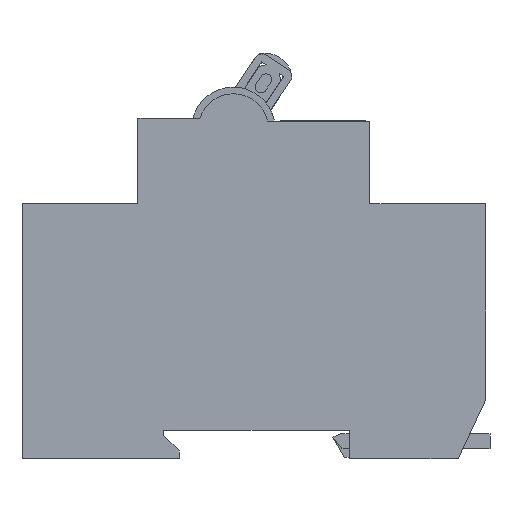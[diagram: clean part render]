
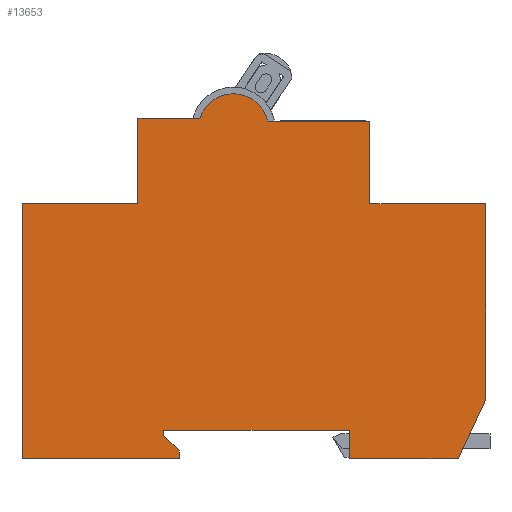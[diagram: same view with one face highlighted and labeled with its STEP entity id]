
A CAD part, left-side view. The second image highlights one B-rep face of the part: STEP entity #13653.
In plain terms, the highlighted planar face has unit normal (-1, 0, 0).
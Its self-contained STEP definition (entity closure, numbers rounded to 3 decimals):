
#2975=DIRECTION('',(0.,1.,0.));
#2976=VECTOR('',#2975,19.868);
#2977=CARTESIAN_POINT('',(0.,-22.5,60.));
#2978=LINE('',#2977,#2976);
#2982=DIRECTION('',(0.,0.,1.));
#2983=VECTOR('',#2982,16.);
#2984=CARTESIAN_POINT('',(0.,-22.5,44.));
#2985=LINE('',#2984,#2983);
#2989=DIRECTION('',(0.,1.,0.));
#2990=VECTOR('',#2989,22.5);
#2991=CARTESIAN_POINT('',(0.,-45.,44.));
#2992=LINE('',#2991,#2990);
#2996=DIRECTION('',(0.,0.,1.));
#2997=VECTOR('',#2996,38.);
#2998=CARTESIAN_POINT('',(0.,-45.,6.));
#2999=LINE('',#2998,#2997);
#3003=DIRECTION('',(0.,-0.423,0.906));
#3004=VECTOR('',#3003,12.689);
#3005=CARTESIAN_POINT('',(0.,-39.637,-5.5));
#3006=LINE('',#3005,#3004);
#3010=DIRECTION('',(0.,-1.,0.));
#3011=VECTOR('',#3010,21.137);
#3012=CARTESIAN_POINT('',(0.,-18.5,-5.5));
#3013=LINE('',#3012,#3011);
#3017=DIRECTION('',(0.,0.,-1.));
#3018=VECTOR('',#3017,5.5);
#3019=CARTESIAN_POINT('',(0.,-18.5,0.));
#3020=LINE('',#3019,#3018);
#3024=DIRECTION('',(0.,-1.,0.));
#3025=VECTOR('',#3024,36.);
#3026=CARTESIAN_POINT('',(0.,17.5,0.));
#3027=LINE('',#3026,#3025);
#3031=DIRECTION('',(0.,0.,1.));
#3032=VECTOR('',#3031,1.);
#3033=CARTESIAN_POINT('',(0.,17.5,-1.));
#3034=LINE('',#3033,#3032);
#3038=DIRECTION('',(0.,0.707,0.707));
#3039=VECTOR('',#3038,4.243);
#3040=CARTESIAN_POINT('',(0.,14.5,-4.));
#3041=LINE('',#3040,#3039);
#3045=DIRECTION('',(0.,0.,1.));
#3046=VECTOR('',#3045,1.5);
#3047=CARTESIAN_POINT('',(0.,14.5,-5.5));
#3048=LINE('',#3047,#3046);
#3052=DIRECTION('',(0.,-1.,0.));
#3053=VECTOR('',#3052,30.5);
#3054=CARTESIAN_POINT('',(0.,45.,-5.5));
#3055=LINE('',#3054,#3053);
#3059=DIRECTION('',(0.,0.,-1.));
#3060=VECTOR('',#3059,49.5);
#3061=CARTESIAN_POINT('',(0.,45.,44.));
#3062=LINE('',#3061,#3060);
#3066=DIRECTION('',(0.,1.,0.));
#3067=VECTOR('',#3066,22.5);
#3068=CARTESIAN_POINT('',(0.,22.5,44.));
#3069=LINE('',#3068,#3067);
#3073=DIRECTION('',(0.,0.,-1.));
#3074=VECTOR('',#3073,16.5);
#3075=CARTESIAN_POINT('',(0.,22.5,60.5));
#3076=LINE('',#3075,#3074);
#3080=DIRECTION('',(0.,1.,0.));
#3081=VECTOR('',#3080,12.001);
#3082=CARTESIAN_POINT('',(0.,10.499,60.5));
#3083=LINE('',#3082,#3081);
#3087=CARTESIAN_POINT('',(0.,4.,58.5));
#3088=DIRECTION('',(-1.,0.,0.));
#3089=DIRECTION('',(0.,0.,1.));
#3090=AXIS2_PLACEMENT_3D('',#3087,#3088,#3089);
#3095=CARTESIAN_POINT('',(0.,4.,58.5));
#3096=DIRECTION('',(-1.,0.,0.));
#3097=DIRECTION('',(0.,-0.975,0.221));
#3098=AXIS2_PLACEMENT_3D('',#3095,#3096,#3097);
#9932=CARTESIAN_POINT('',(0.,4.,65.3));
#9933=CARTESIAN_POINT('',(0.,10.499,60.5));
#9934=VERTEX_POINT('',#9932);
#9935=VERTEX_POINT('',#9933);
#9936=CARTESIAN_POINT('',(0.,-2.632,60.));
#9937=VERTEX_POINT('',#9936);
#10772=CARTESIAN_POINT('',(0.,-22.5,60.));
#10773=VERTEX_POINT('',#10772);
#10774=CARTESIAN_POINT('',(0.,22.5,60.5));
#10775=VERTEX_POINT('',#10774);
#10776=CARTESIAN_POINT('',(0.,22.5,44.));
#10777=VERTEX_POINT('',#10776);
#10778=CARTESIAN_POINT('',(0.,45.,44.));
#10779=VERTEX_POINT('',#10778);
#10780=CARTESIAN_POINT('',(0.,45.,-5.5));
#10781=VERTEX_POINT('',#10780);
#10782=CARTESIAN_POINT('',(0.,14.5,-5.5));
#10783=VERTEX_POINT('',#10782);
#10784=CARTESIAN_POINT('',(0.,14.5,-4.));
#10785=VERTEX_POINT('',#10784);
#10786=CARTESIAN_POINT('',(0.,17.5,-1.));
#10787=VERTEX_POINT('',#10786);
#10788=CARTESIAN_POINT('',(0.,17.5,0.));
#10789=VERTEX_POINT('',#10788);
#10790=CARTESIAN_POINT('',(0.,-18.5,0.));
#10791=VERTEX_POINT('',#10790);
#10792=CARTESIAN_POINT('',(0.,-18.5,-5.5));
#10793=VERTEX_POINT('',#10792);
#10794=CARTESIAN_POINT('',(0.,-39.637,-5.5));
#10795=VERTEX_POINT('',#10794);
#10796=CARTESIAN_POINT('',(0.,-45.,6.));
#10797=VERTEX_POINT('',#10796);
#10798=CARTESIAN_POINT('',(0.,-45.,44.));
#10799=VERTEX_POINT('',#10798);
#10800=CARTESIAN_POINT('',(0.,-22.5,44.));
#10801=VERTEX_POINT('',#10800);
#13614=CARTESIAN_POINT('',(0.,4.,58.5));
#13615=DIRECTION('',(1.,0.,0.));
#13616=DIRECTION('',(0.,0.,-1.));
#13617=AXIS2_PLACEMENT_3D('',#13614,#13615,#13616);
#13618=PLANE('',#13617);
#13619=ORIENTED_EDGE('',*,*,#12013,.F.);
#13621=ORIENTED_EDGE('',*,*,#13620,.F.);
#13623=ORIENTED_EDGE('',*,*,#13622,.F.);
#13625=ORIENTED_EDGE('',*,*,#13624,.F.);
#13627=ORIENTED_EDGE('',*,*,#13626,.F.);
#13629=ORIENTED_EDGE('',*,*,#13628,.F.);
#13631=ORIENTED_EDGE('',*,*,#13630,.F.);
#13633=ORIENTED_EDGE('',*,*,#13632,.F.);
#13635=ORIENTED_EDGE('',*,*,#13634,.F.);
#13637=ORIENTED_EDGE('',*,*,#13636,.F.);
#13639=ORIENTED_EDGE('',*,*,#13638,.F.);
#13641=ORIENTED_EDGE('',*,*,#13640,.F.);
#13643=ORIENTED_EDGE('',*,*,#13642,.F.);
#13645=ORIENTED_EDGE('',*,*,#13644,.F.);
#13647=ORIENTED_EDGE('',*,*,#13646,.F.);
#13648=ORIENTED_EDGE('',*,*,#12346,.F.);
#13649=ORIENTED_EDGE('',*,*,#13603,.F.);
#13650=ORIENTED_EDGE('',*,*,#13609,.F.);
#13651=EDGE_LOOP('',(#13619,#13621,#13623,#13625,#13627,#13629,#13631,#13633,
#13635,#13637,#13639,#13641,#13643,#13645,#13647,#13648,#13649,#13650));
#13652=FACE_OUTER_BOUND('',#13651,.F.);
#13653=ADVANCED_FACE('',(#13652),#13618,.F.);
#3091=CIRCLE('',#3090,6.8);
#3099=CIRCLE('',#3098,6.8);
#12013=EDGE_CURVE('',#10773,#9937,#2978,.T.);
#12346=EDGE_CURVE('',#9935,#10775,#3083,.T.);
#13603=EDGE_CURVE('',#9934,#9935,#3091,.T.);
#13609=EDGE_CURVE('',#9937,#9934,#3099,.T.);
#13620=EDGE_CURVE('',#10801,#10773,#2985,.T.);
#13622=EDGE_CURVE('',#10799,#10801,#2992,.T.);
#13624=EDGE_CURVE('',#10797,#10799,#2999,.T.);
#13626=EDGE_CURVE('',#10795,#10797,#3006,.T.);
#13628=EDGE_CURVE('',#10793,#10795,#3013,.T.);
#13630=EDGE_CURVE('',#10791,#10793,#3020,.T.);
#13632=EDGE_CURVE('',#10789,#10791,#3027,.T.);
#13634=EDGE_CURVE('',#10787,#10789,#3034,.T.);
#13636=EDGE_CURVE('',#10785,#10787,#3041,.T.);
#13638=EDGE_CURVE('',#10783,#10785,#3048,.T.);
#13640=EDGE_CURVE('',#10781,#10783,#3055,.T.);
#13642=EDGE_CURVE('',#10779,#10781,#3062,.T.);
#13644=EDGE_CURVE('',#10777,#10779,#3069,.T.);
#13646=EDGE_CURVE('',#10775,#10777,#3076,.T.);
